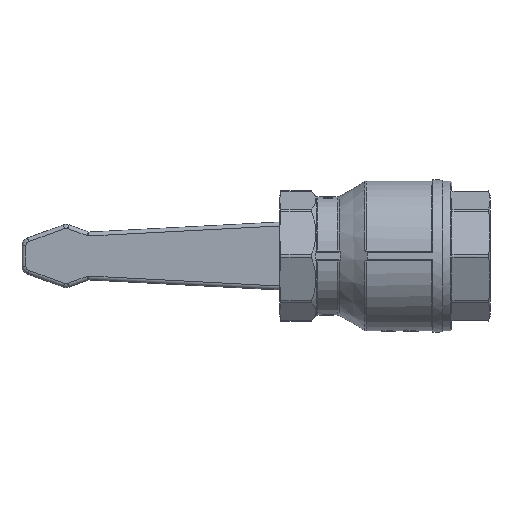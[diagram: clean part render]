
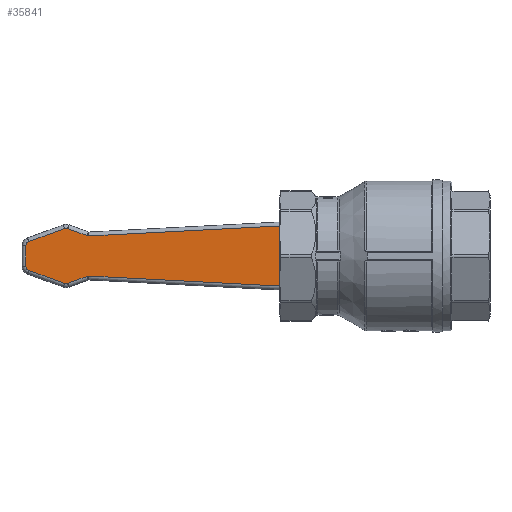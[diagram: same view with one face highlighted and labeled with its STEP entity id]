
A CAD part, front view. The second image highlights one B-rep face of the part: STEP entity #35841.
In plain terms, the highlighted planar face has unit normal (-0.035, -0.999, 0).
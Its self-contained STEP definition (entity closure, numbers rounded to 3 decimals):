
#613 = CARTESIAN_POINT ( 'NONE',  ( -135.427, 71.775, -15.049 ) ) ;
#1837 = EDGE_CURVE ( 'NONE', #36847, #9368, #21574, .T. ) ;
#2985 = DIRECTION ( 'NONE',  ( 0., 0., -1. ) ) ;
#3105 = DIRECTION ( 'NONE',  ( -0.819, 0.029, -0.574 ) ) ;
#3222 = CARTESIAN_POINT ( 'NONE',  ( -143.109, 72.044, -12.251 ) ) ;
#3234 = CARTESIAN_POINT ( 'NONE',  ( -159.1, 72.602, -6.428 ) ) ;
#3687 = VERTEX_POINT ( 'NONE', #20887 ) ;
#3733 = EDGE_CURVE ( 'NONE', #22306, #10915, #17625, .T. ) ;
#3758 = AXIS2_PLACEMENT_3D ( 'NONE', #8386, #21951, #41722 ) ;
#4038 = VECTOR ( 'NONE', #43302, 1000. ) ;
#4311 = ORIENTED_EDGE ( 'NONE', *, *, #15949, .F. ) ;
#4539 = AXIS2_PLACEMENT_3D ( 'NONE', #7729, #21304, #41523 ) ;
#4691 = EDGE_CURVE ( 'NONE', #21532, #26736, #15738, .T. ) ;
#4793 = DIRECTION ( 'NONE',  ( 0.998, -0.035, 0.052 ) ) ;
#6205 = LINE ( 'NONE', #19131, #4038 ) ;
#6392 = DIRECTION ( 'NONE',  ( 0.939, -0.033, -0.342 ) ) ;
#7103 = DIRECTION ( 'NONE',  ( 0.035, 0.999, 0. ) ) ;
#7218 = AXIS2_PLACEMENT_3D ( 'NONE', #40240, #7103, #30728 ) ;
#7729 = CARTESIAN_POINT ( 'NONE',  ( -158.416, 72.578, 4.548 ) ) ;
#7962 = CARTESIAN_POINT ( 'NONE',  ( -132.99, 71.69, 9.064 ) ) ;
#8125 = EDGE_CURVE ( 'NONE', #10915, #36847, #6205, .T. ) ;
#8386 = CARTESIAN_POINT ( 'NONE',  ( -132.307, 71.666, 10.943 ) ) ;
#8531 = ORIENTED_EDGE ( 'NONE', *, *, #15841, .F. ) ;
#8948 = CARTESIAN_POINT ( 'NONE',  ( -117.407, 71.146, -9.722 ) ) ;
#9349 = ORIENTED_EDGE ( 'NONE', *, *, #31156, .F. ) ;
#9368 = VERTEX_POINT ( 'NONE', #12722 ) ;
#9788 = DIRECTION ( 'NONE',  ( -0.939, 0.033, -0.342 ) ) ;
#10332 = VERTEX_POINT ( 'NONE', #28476 ) ;
#10915 = VERTEX_POINT ( 'NONE', #16705 ) ;
#10974 = CARTESIAN_POINT ( 'NONE',  ( -117.407, 71.146, 9.722 ) ) ;
#12040 = ORIENTED_EDGE ( 'NONE', *, *, #41196, .F. ) ;
#12722 = CARTESIAN_POINT ( 'NONE',  ( -159.1, 72.602, 6.428 ) ) ;
#13757 = VECTOR ( 'NONE', #2985, 1000. ) ;
#13838 = CARTESIAN_POINT ( 'NONE',  ( -143.109, 72.044, 12.251 ) ) ;
#14201 = CIRCLE ( 'NONE', #29885, 2. ) ;
#14802 = VERTEX_POINT ( 'NONE', #3222 ) ;
#15481 = AXIS2_PLACEMENT_3D ( 'NONE', #23336, #37325, #3105 ) ;
#15680 = VERTEX_POINT ( 'NONE', #27413 ) ;
#15738 = CIRCLE ( 'NONE', #7218, 2. ) ;
#15841 = EDGE_CURVE ( 'NONE', #22389, #15680, #30274, .T. ) ;
#15860 = DIRECTION ( 'NONE',  ( -0.035, -0.999, 0. ) ) ;
#15949 = EDGE_CURVE ( 'NONE', #15680, #14802, #14201, .T. ) ;
#16605 = ORIENTED_EDGE ( 'NONE', *, *, #41901, .F. ) ;
#16621 = LINE ( 'NONE', #43905, #18405 ) ;
#16705 = CARTESIAN_POINT ( 'NONE',  ( -160.415, 72.648, -4.548 ) ) ;
#17091 = DIRECTION ( 'NONE',  ( 0.035, 0.999, 0. ) ) ;
#17625 = CIRCLE ( 'NONE', #15481, 2. ) ;
#17777 = VECTOR ( 'NONE', #25872, 1000. ) ;
#18112 = LINE ( 'NONE', #10974, #39275 ) ;
#18405 = VECTOR ( 'NONE', #6392, 1000. ) ;
#18519 = LINE ( 'NONE', #613, #27701 ) ;
#18911 = DIRECTION ( 'NONE',  ( 0.939, -0.033, 0.342 ) ) ;
#19131 = CARTESIAN_POINT ( 'NONE',  ( -160.415, 72.648, -6.75 ) ) ;
#19359 = CARTESIAN_POINT ( 'NONE',  ( -122.418, 71.321, -5.213 ) ) ;
#20213 = FACE_OUTER_BOUND ( 'NONE', #29177, .T. ) ;
#20887 = CARTESIAN_POINT ( 'NONE',  ( -45.984, 68.652, -13.467 ) ) ;
#21304 = DIRECTION ( 'NONE',  ( 0.035, 0.999, 0. ) ) ;
#21506 = ORIENTED_EDGE ( 'NONE', *, *, #4691, .F. ) ;
#21532 = VERTEX_POINT ( 'NONE', #13838 ) ;
#21574 = CIRCLE ( 'NONE', #4539, 2. ) ;
#21951 = DIRECTION ( 'NONE',  ( -0.035, -0.999, 0. ) ) ;
#22103 = DIRECTION ( 'NONE',  ( -0.148, 0.005, 0.989 ) ) ;
#22306 = VERTEX_POINT ( 'NONE', #3234 ) ;
#22389 = VERTEX_POINT ( 'NONE', #37675 ) ;
#22899 = VERTEX_POINT ( 'NONE', #31111 ) ;
#23336 = CARTESIAN_POINT ( 'NONE',  ( -158.416, 72.578, -4.548 ) ) ;
#24159 = EDGE_CURVE ( 'NONE', #28412, #3687, #30129, .T. ) ;
#24177 = VECTOR ( 'NONE', #9788, 1000. ) ;
#24794 = ORIENTED_EDGE ( 'NONE', *, *, #32559, .F. ) ;
#25425 = DIRECTION ( 'NONE',  ( -0.939, 0.033, 0.342 ) ) ;
#25815 = CARTESIAN_POINT ( 'NONE',  ( -135.427, 71.775, 15.049 ) ) ;
#25872 = DIRECTION ( 'NONE',  ( -0.998, 0.035, 0.052 ) ) ;
#26672 = CARTESIAN_POINT ( 'NONE',  ( -101.655, 70.596, 0. ) ) ;
#26736 = VERTEX_POINT ( 'NONE', #31349 ) ;
#27413 = CARTESIAN_POINT ( 'NONE',  ( -141.742, 71.996, -12.251 ) ) ;
#27701 = VECTOR ( 'NONE', #25425, 1000. ) ;
#28412 = VERTEX_POINT ( 'NONE', #31806 ) ;
#28476 = CARTESIAN_POINT ( 'NONE',  ( -132.202, 71.663, -8.946 ) ) ;
#29177 = EDGE_LOOP ( 'NONE', ( #33272, #16605, #32671, #9349, #21506, #33633, #35725, #32746, #36605, #33049, #4311, #8531, #12040, #24794 ) ) ;
#29390 = VECTOR ( 'NONE', #18911, 1000. ) ;
#29885 = AXIS2_PLACEMENT_3D ( 'NONE', #33800, #30736, #41333 ) ;
#30129 = LINE ( 'NONE', #32806, #13757 ) ;
#30274 = LINE ( 'NONE', #19359, #24177 ) ;
#30277 = VERTEX_POINT ( 'NONE', #7962 ) ;
#30728 = DIRECTION ( 'NONE',  ( 0., 0., 1. ) ) ;
#30736 = DIRECTION ( 'NONE',  ( 0.035, 0.999, 0. ) ) ;
#31111 = CARTESIAN_POINT ( 'NONE',  ( -132.202, 71.663, 8.946 ) ) ;
#31156 = EDGE_CURVE ( 'NONE', #26736, #30277, #16621, .T. ) ;
#31349 = CARTESIAN_POINT ( 'NONE',  ( -141.742, 71.996, 12.251 ) ) ;
#31429 = AXIS2_PLACEMENT_3D ( 'NONE', #33224, #15860, #22103 ) ;
#31806 = CARTESIAN_POINT ( 'NONE',  ( -45.984, 68.652, 13.467 ) ) ;
#32559 = EDGE_CURVE ( 'NONE', #3687, #10332, #42495, .T. ) ;
#32671 = ORIENTED_EDGE ( 'NONE', *, *, #41703, .F. ) ;
#32746 = ORIENTED_EDGE ( 'NONE', *, *, #8125, .F. ) ;
#32806 = CARTESIAN_POINT ( 'NONE',  ( -45.984, 68.652, 0. ) ) ;
#33049 = ORIENTED_EDGE ( 'NONE', *, *, #39883, .F. ) ;
#33224 = CARTESIAN_POINT ( 'NONE',  ( -132.307, 71.666, -10.943 ) ) ;
#33272 = ORIENTED_EDGE ( 'NONE', *, *, #24159, .F. ) ;
#33633 = ORIENTED_EDGE ( 'NONE', *, *, #43024, .F. ) ;
#33800 = CARTESIAN_POINT ( 'NONE',  ( -142.426, 72.02, -10.372 ) ) ;
#33989 = DIRECTION ( 'NONE',  ( 0., 0., -1. ) ) ;
#35378 = LINE ( 'NONE', #25815, #29390 ) ;
#35725 = ORIENTED_EDGE ( 'NONE', *, *, #1837, .F. ) ;
#35841 = ADVANCED_FACE ( 'NONE', ( #20213 ), #37312, .F. ) ;
#36605 = ORIENTED_EDGE ( 'NONE', *, *, #3733, .F. ) ;
#36847 = VERTEX_POINT ( 'NONE', #37309 ) ;
#37309 = CARTESIAN_POINT ( 'NONE',  ( -160.415, 72.648, 4.548 ) ) ;
#37312 = PLANE ( 'NONE',  #37944 ) ;
#37325 = DIRECTION ( 'NONE',  ( 0.035, 0.999, 0. ) ) ;
#37675 = CARTESIAN_POINT ( 'NONE',  ( -132.99, 71.69, -9.064 ) ) ;
#37944 = AXIS2_PLACEMENT_3D ( 'NONE', #26672, #17091, #33989 ) ;
#39184 = CIRCLE ( 'NONE', #31429, 2. ) ;
#39249 = CIRCLE ( 'NONE', #3758, 2. ) ;
#39275 = VECTOR ( 'NONE', #4793, 1000. ) ;
#39883 = EDGE_CURVE ( 'NONE', #14802, #22306, #18519, .T. ) ;
#40240 = CARTESIAN_POINT ( 'NONE',  ( -142.426, 72.02, 10.372 ) ) ;
#41196 = EDGE_CURVE ( 'NONE', #10332, #22389, #39184, .T. ) ;
#41333 = DIRECTION ( 'NONE',  ( 0., 0., -1. ) ) ;
#41523 = DIRECTION ( 'NONE',  ( -0.819, 0.029, 0.574 ) ) ;
#41703 = EDGE_CURVE ( 'NONE', #30277, #22899, #39249, .T. ) ;
#41722 = DIRECTION ( 'NONE',  ( -0.148, 0.005, -0.989 ) ) ;
#41901 = EDGE_CURVE ( 'NONE', #22899, #28412, #18112, .T. ) ;
#42495 = LINE ( 'NONE', #8948, #17777 ) ;
#43024 = EDGE_CURVE ( 'NONE', #9368, #21532, #35378, .T. ) ;
#43302 = DIRECTION ( 'NONE',  ( 0., 0., 1. ) ) ;
#43905 = CARTESIAN_POINT ( 'NONE',  ( -122.418, 71.321, 5.213 ) ) ;
